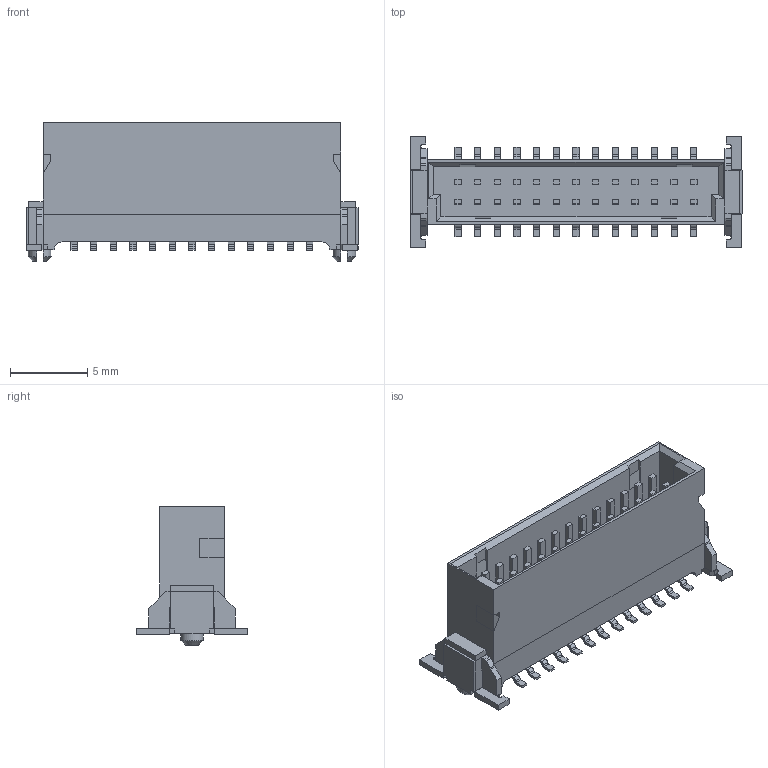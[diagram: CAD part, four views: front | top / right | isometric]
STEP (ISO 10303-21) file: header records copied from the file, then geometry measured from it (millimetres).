
FILE_DESCRIPTION((''),'2;1');
FILE_NAME('ERNI_063209.stp','2011-02-01T13:16:51',(''),(''),'Mechanical Desktop 2011','Mechanical Desktop 2011',', , ');
FILE_SCHEMA(('AUTOMOTIVE_DESIGN { 1 2 10303 214 1 1 1 1 }'));
Length unit declared in the file: millimetre
Products named in the file (1): Product
Bounding box: 21.46 x 7.2 x 8.95 mm (x, y, z)
Volume: 328.1 mm3; surface area: 1466.4 mm2
Topology: 76 solids, 76 shells, 794 faces, 1908 edges, 1268 vertices
Faces by surface type: plane 469, bspline 227, cylinder 92, cone 6
Entity records: 23918 total; most frequent: CARTESIAN_POINT 5796, ORIENTED_EDGE 3816, DIRECTION 3382, EDGE_CURVE 1908, VECTOR 1546, LINE 1546, VERTEX_POINT 1268, AXIS2_PLACEMENT_3D 918
